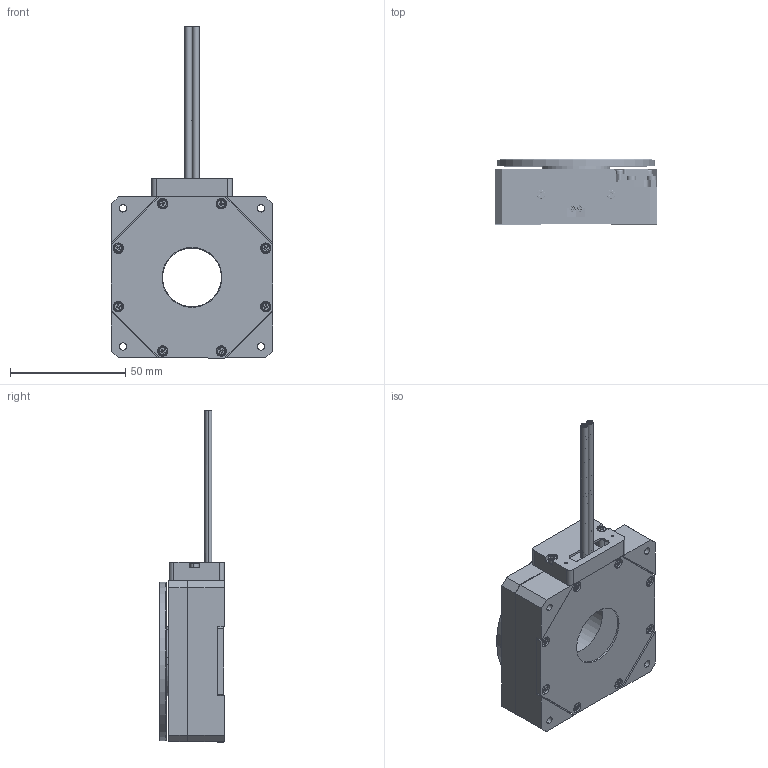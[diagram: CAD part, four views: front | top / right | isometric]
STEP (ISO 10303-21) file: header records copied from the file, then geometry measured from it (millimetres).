
FILE_DESCRIPTION (( 'STEP AP214' ), '1' );
FILE_NAME ('PR-70-315XX.STEP', '2025-02-19T21:09:33', ( '' ), ( '' ), 'SwSTEP 2.0', 'SolidWorks 2023', '' );
FILE_SCHEMA (( 'AUTOMOTIVE_DESIGN' ));
Length unit declared in the file: millimetre
Products named in the file (19): SCREW, SHCS-S, M-DIN_M2 x 0.4 x 08mm; 431528 Encoder Head Enclosure, Optical Absolute 8x13; TFC-421 Silver Braided Cable_L30; PR-70-315XX; PR-70 Demo Rotor; SCREW, SHCS-S, M-DIN_M1.6 x 0.35 x 04mm; 431910 Carriage, PR-70_30mm scale; 431907 Base Top, PR-70; 431913 Connector Bracket, PR-70_widened; SCREW, SHCS-S, M-DIN_M2 x 0.4 x 06mm; SCREW, SHCS-S, M-DIN_M2 x 0.4 x 10mm; SCREW, MS-PPH, M-JCIS_M1.6 x 0.35 x 6mm; 3.0 Black Cable_L80; 431915 Absolute Encoder Bracket, PR-70_version 2; 431911 Torque Motor Bracket, PR-70; SCREW, MS-PPH, M-JCIS_M2.5 x 0.45 x 6mm; SCREW, SHCS-S, M-DIN_M2 x 0.4 x 05mm; 431906 Base Bottom, PR-70; SCREW, SHCS-S, M-DIN_M1.6 x 0.35 x 05mm
Assembly tree (41 placements, depth 2):
  PR-70-315XX
    431906 Base Bottom, PR-70
    431907 Base Top, PR-70
    SCREW, SHCS-S, M-DIN_M2 x 0.4 x 05mm
    SCREW, SHCS-S, M-DIN_M2 x 0.4 x 10mm  x7
    PR-70 Demo Rotor
    431911 Torque Motor Bracket, PR-70
    431910 Carriage, PR-70_30mm scale
    SCREW, MS-PPH, M-JCIS_M1.6 x 0.35 x 6mm  x6
    SCREW, SHCS-S, M-DIN_M2 x 0.4 x 06mm  x2
    431915 Absolute Encoder Bracket, PR-70_version 2
    SCREW, SHCS-S, M-DIN_M1.6 x 0.35 x 04mm  x3
    SCREW, SHCS-S, M-DIN_M1.6 x 0.35 x 05mm
    SCREW, SHCS-S, M-DIN_M2 x 0.4 x 08mm  x2
    431913 Connector Bracket, PR-70_widened
    SCREW, MS-PPH, M-JCIS_M2.5 x 0.45 x 6mm  x8
    431528 Encoder Head Enclosure, Optical Absolute 8x13
    3.0 Black Cable_L80  x2
    TFC-421 Silver Braided Cable_L30
Bounding box: 70 x 28.2 x 144.2 mm (x, y, z)
Volume: 78131.5 mm3; surface area: 59250.7 mm2
Topology: 80 solids, 80 shells, 1567 faces, 3557 edges, 2217 vertices
Faces by surface type: plane 700, cylinder 467, torus 218, cone 110, bspline 72
Entity records: 90538 total; most frequent: CARTESIAN_POINT 69537, DIRECTION 4456, ORIENTED_EDGE 3926, EDGE_CURVE 1963, AXIS2_PLACEMENT_3D 1756, VERTEX_POINT 1261, EDGE_LOOP 1054, VECTOR 944
